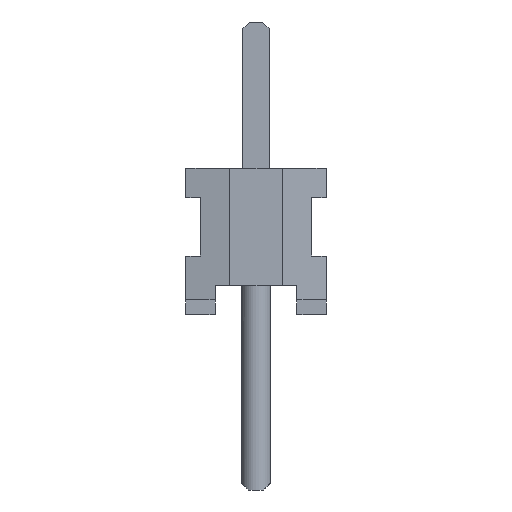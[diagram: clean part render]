
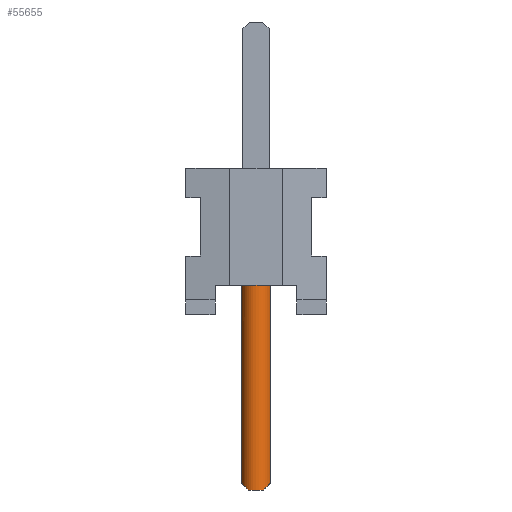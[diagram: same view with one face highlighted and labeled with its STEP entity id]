
A CAD part, left-side view. The second image highlights one B-rep face of the part: STEP entity #55655.
In plain terms, the highlighted cylindrical face has radius 0.254 mm (diameter 0.508 mm), a full revolution.
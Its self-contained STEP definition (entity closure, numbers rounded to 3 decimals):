
#53045 = EDGE_CURVE('',#53046,#53048,#53050,.T.);
#53046 = VERTEX_POINT('',#53047);
#53047 = CARTESIAN_POINT('',(-26.924,0.,1.27));
#53048 = VERTEX_POINT('',#53049);
#53049 = CARTESIAN_POINT('',(-26.45,0.127,1.27));
#53050 = CIRCLE('',#53051,0.254);
#53051 = AXIS2_PLACEMENT_3D('',#53052,#53053,#53054);
#53052 = CARTESIAN_POINT('',(-26.67,0.,1.27));
#53053 = DIRECTION('',(0.,0.,1.));
#53054 = DIRECTION('',(1.,0.,0.));
#53056 = EDGE_CURVE('',#53048,#53046,#53057,.T.);
#53057 = CIRCLE('',#53058,0.254);
#53058 = AXIS2_PLACEMENT_3D('',#53059,#53060,#53061);
#53059 = CARTESIAN_POINT('',(-26.67,0.,1.27));
#53060 = DIRECTION('',(0.,0.,1.));
#53061 = DIRECTION('',(1.,0.,0.));
#55655 = ADVANCED_FACE('',(#55656),#55702,.T.);
#55656 = FACE_BOUND('',#55657,.T.);
#55657 = EDGE_LOOP('',(#55658,#55659,#55666,#55675,#55684,#55693,#55700,
    #55701));
#55658 = ORIENTED_EDGE('',*,*,#53056,.F.);
#55659 = ORIENTED_EDGE('',*,*,#55660,.T.);
#55660 = EDGE_CURVE('',#53048,#55661,#55663,.T.);
#55661 = VERTEX_POINT('',#55662);
#55662 = CARTESIAN_POINT('',(-26.45,0.127,-3.048));
#55663 = B_SPLINE_CURVE_WITH_KNOTS('',1,(#55664,#55665),.UNSPECIFIED.,
  .F.,.F.,(2,2),(0.,4.318),.PIECEWISE_BEZIER_KNOTS.);
#55664 = CARTESIAN_POINT('',(-26.45,0.127,1.27));
#55665 = CARTESIAN_POINT('',(-26.45,0.127,-3.048));
#55666 = ORIENTED_EDGE('',*,*,#55667,.T.);
#55667 = EDGE_CURVE('',#55661,#55668,#55670,.T.);
#55668 = VERTEX_POINT('',#55669);
#55669 = CARTESIAN_POINT('',(-26.89,0.127,-3.048));
#55670 = ELLIPSE('',#55671,0.359,0.254);
#55671 = AXIS2_PLACEMENT_3D('',#55672,#55673,#55674);
#55672 = CARTESIAN_POINT('',(-26.67,0.,-3.175));
#55673 = DIRECTION('',(0.,-0.707,0.707));
#55674 = DIRECTION('',(0.,-0.707,-0.707));
#55675 = ORIENTED_EDGE('',*,*,#55676,.T.);
#55676 = EDGE_CURVE('',#55668,#55677,#55679,.T.);
#55677 = VERTEX_POINT('',#55678);
#55678 = CARTESIAN_POINT('',(-26.89,-0.127,-3.048));
#55679 = CIRCLE('',#55680,0.254);
#55680 = AXIS2_PLACEMENT_3D('',#55681,#55682,#55683);
#55681 = CARTESIAN_POINT('',(-26.67,0.,-3.048));
#55682 = DIRECTION('',(0.,0.,1.));
#55683 = DIRECTION('',(0.,-1.,0.));
#55684 = ORIENTED_EDGE('',*,*,#55685,.T.);
#55685 = EDGE_CURVE('',#55677,#55686,#55688,.T.);
#55686 = VERTEX_POINT('',#55687);
#55687 = CARTESIAN_POINT('',(-26.45,-0.127,-3.048));
#55688 = ELLIPSE('',#55689,0.359,0.254);
#55689 = AXIS2_PLACEMENT_3D('',#55690,#55691,#55692);
#55690 = CARTESIAN_POINT('',(-26.67,0.,-3.175));
#55691 = DIRECTION('',(0.,0.707,0.707));
#55692 = DIRECTION('',(0.,0.707,-0.707));
#55693 = ORIENTED_EDGE('',*,*,#55694,.T.);
#55694 = EDGE_CURVE('',#55686,#55661,#55695,.T.);
#55695 = CIRCLE('',#55696,0.254);
#55696 = AXIS2_PLACEMENT_3D('',#55697,#55698,#55699);
#55697 = CARTESIAN_POINT('',(-26.67,0.,-3.048));
#55698 = DIRECTION('',(0.,0.,1.));
#55699 = DIRECTION('',(0.,-1.,0.));
#55700 = ORIENTED_EDGE('',*,*,#55660,.F.);
#55701 = ORIENTED_EDGE('',*,*,#53045,.F.);
#55702 = CYLINDRICAL_SURFACE('',#55703,0.254);
#55703 = AXIS2_PLACEMENT_3D('',#55704,#55705,#55706);
#55704 = CARTESIAN_POINT('',(-26.67,0.,1.27));
#55705 = DIRECTION('',(0.,0.,-1.));
#55706 = DIRECTION('',(0.,1.,0.));
